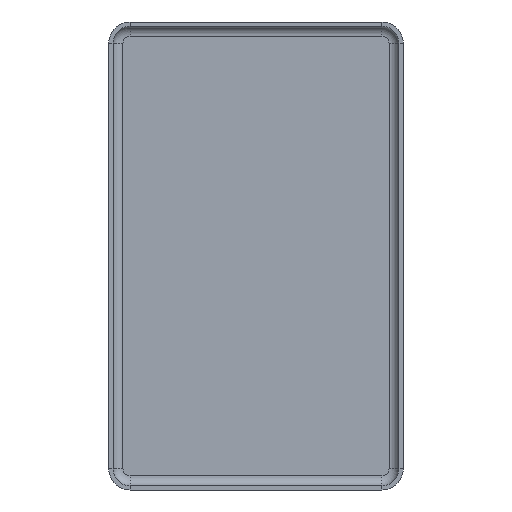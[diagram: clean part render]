
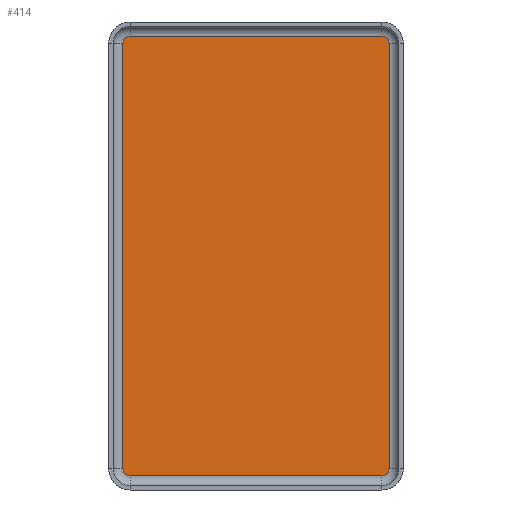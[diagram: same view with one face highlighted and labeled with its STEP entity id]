
A CAD part, front view. The second image highlights one B-rep face of the part: STEP entity #414.
In plain terms, the highlighted planar face has unit normal (0, -1, 0).
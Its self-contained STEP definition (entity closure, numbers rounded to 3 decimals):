
#10 = EDGE_CURVE ( 'NONE', #499, #19, #620, .T. ) ;
#11 = CARTESIAN_POINT ( 'NONE',  ( 8.85, -0.3, -14.95 ) ) ;
#19 = VERTEX_POINT ( 'NONE', #172 ) ;
#31 = EDGE_CURVE ( 'NONE', #739, #1026, #292, .T. ) ;
#110 = EDGE_CURVE ( 'NONE', #375, #557, #1024, .T. ) ;
#130 = DIRECTION ( 'NONE',  ( 0., 1., 0. ) ) ;
#139 = EDGE_CURVE ( 'NONE', #560, #881, #569, .T. ) ;
#165 = DIRECTION ( 'NONE',  ( 1., 0., 0. ) ) ;
#172 = CARTESIAN_POINT ( 'NONE',  ( 8.85, -0.3, 15.45 ) ) ;
#176 = DIRECTION ( 'NONE',  ( 0., 0., 1. ) ) ;
#204 = DIRECTION ( 'NONE',  ( 0., 0., 1. ) ) ;
#210 = ORIENTED_EDGE ( 'NONE', *, *, #139, .F. ) ;
#226 = DIRECTION ( 'NONE',  ( 0., 0., 1. ) ) ;
#231 = CARTESIAN_POINT ( 'NONE',  ( -8.85, -0.3, 15.45 ) ) ;
#233 = ORIENTED_EDGE ( 'NONE', *, *, #31, .F. ) ;
#258 = FACE_OUTER_BOUND ( 'NONE', #827, .T. ) ;
#262 = ORIENTED_EDGE ( 'NONE', *, *, #568, .F. ) ;
#265 = DIRECTION ( 'NONE',  ( 0., 0., 1. ) ) ;
#292 = LINE ( 'NONE', #1164, #334 ) ;
#301 = DIRECTION ( 'NONE',  ( 0., 1., 0. ) ) ;
#306 = CARTESIAN_POINT ( 'NONE',  ( 8.85, -0.3, 14.95 ) ) ;
#314 = CARTESIAN_POINT ( 'NONE',  ( 9.35, -0.3, -14.95 ) ) ;
#317 = EDGE_CURVE ( 'NONE', #557, #739, #818, .T. ) ;
#334 = VECTOR ( 'NONE', #265, 1000. ) ;
#375 = VERTEX_POINT ( 'NONE', #1075 ) ;
#376 = DIRECTION ( 'NONE',  ( 0., 0., -1. ) ) ;
#401 = DIRECTION ( 'NONE',  ( 0., 0., -1. ) ) ;
#414 = ADVANCED_FACE ( 'NONE', ( #258 ), #668, .T. ) ;
#422 = EDGE_CURVE ( 'NONE', #881, #375, #975, .T. ) ;
#449 = ORIENTED_EDGE ( 'NONE', *, *, #422, .F. ) ;
#497 = AXIS2_PLACEMENT_3D ( 'NONE', #762, #130, #226 ) ;
#499 = VERTEX_POINT ( 'NONE', #231 ) ;
#504 = CARTESIAN_POINT ( 'NONE',  ( -9.35, -0.3, 14.95 ) ) ;
#557 = VERTEX_POINT ( 'NONE', #1049 ) ;
#560 = VERTEX_POINT ( 'NONE', #591 ) ;
#568 = EDGE_CURVE ( 'NONE', #1026, #499, #695, .T. ) ;
#569 = LINE ( 'NONE', #638, #721 ) ;
#591 = CARTESIAN_POINT ( 'NONE',  ( 9.35, -0.3, 14.95 ) ) ;
#603 = ORIENTED_EDGE ( 'NONE', *, *, #317, .F. ) ;
#620 = LINE ( 'NONE', #807, #1095 ) ;
#638 = CARTESIAN_POINT ( 'NONE',  ( 9.35, -0.3, 14.95 ) ) ;
#668 = PLANE ( 'NONE',  #1031 ) ;
#695 = CIRCLE ( 'NONE', #497, 0.5 ) ;
#714 = CARTESIAN_POINT ( 'NONE',  ( -9.35, -0.3, -14.95 ) ) ;
#721 = VECTOR ( 'NONE', #376, 1000. ) ;
#730 = DIRECTION ( 'NONE',  ( 0., 0., 1. ) ) ;
#732 = CARTESIAN_POINT ( 'NONE',  ( -8.85, -0.3, -14.95 ) ) ;
#739 = VERTEX_POINT ( 'NONE', #714 ) ;
#762 = CARTESIAN_POINT ( 'NONE',  ( -8.85, -0.3, 14.95 ) ) ;
#804 = EDGE_CURVE ( 'NONE', #19, #560, #992, .T. ) ;
#806 = DIRECTION ( 'NONE',  ( 0., 1., 0. ) ) ;
#807 = CARTESIAN_POINT ( 'NONE',  ( -8.85, -0.3, 15.45 ) ) ;
#818 = CIRCLE ( 'NONE', #917, 0.5 ) ;
#827 = EDGE_LOOP ( 'NONE', ( #1155, #834, #262, #233, #603, #849, #449, #210 ) ) ;
#834 = ORIENTED_EDGE ( 'NONE', *, *, #10, .F. ) ;
#838 = DIRECTION ( 'NONE',  ( 0., -1., 0. ) ) ;
#849 = ORIENTED_EDGE ( 'NONE', *, *, #110, .F. ) ;
#874 = VECTOR ( 'NONE', #1077, 1000. ) ;
#881 = VERTEX_POINT ( 'NONE', #314 ) ;
#886 = CARTESIAN_POINT ( 'NONE',  ( 8.85, -0.3, -15.45 ) ) ;
#917 = AXIS2_PLACEMENT_3D ( 'NONE', #732, #806, #176 ) ;
#918 = CARTESIAN_POINT ( 'NONE',  ( 8.85, -0.3, 14.95 ) ) ;
#975 = CIRCLE ( 'NONE', #1174, 0.5 ) ;
#992 = CIRCLE ( 'NONE', #1088, 0.5 ) ;
#997 = DIRECTION ( 'NONE',  ( 0., 1., 0. ) ) ;
#1024 = LINE ( 'NONE', #886, #874 ) ;
#1026 = VERTEX_POINT ( 'NONE', #504 ) ;
#1031 = AXIS2_PLACEMENT_3D ( 'NONE', #306, #838, #401 ) ;
#1049 = CARTESIAN_POINT ( 'NONE',  ( -8.85, -0.3, -15.45 ) ) ;
#1075 = CARTESIAN_POINT ( 'NONE',  ( 8.85, -0.3, -15.45 ) ) ;
#1077 = DIRECTION ( 'NONE',  ( -1., 0., 0. ) ) ;
#1088 = AXIS2_PLACEMENT_3D ( 'NONE', #918, #997, #730 ) ;
#1095 = VECTOR ( 'NONE', #165, 1000. ) ;
#1155 = ORIENTED_EDGE ( 'NONE', *, *, #804, .F. ) ;
#1164 = CARTESIAN_POINT ( 'NONE',  ( -9.35, -0.3, -14.95 ) ) ;
#1174 = AXIS2_PLACEMENT_3D ( 'NONE', #11, #301, #204 ) ;
